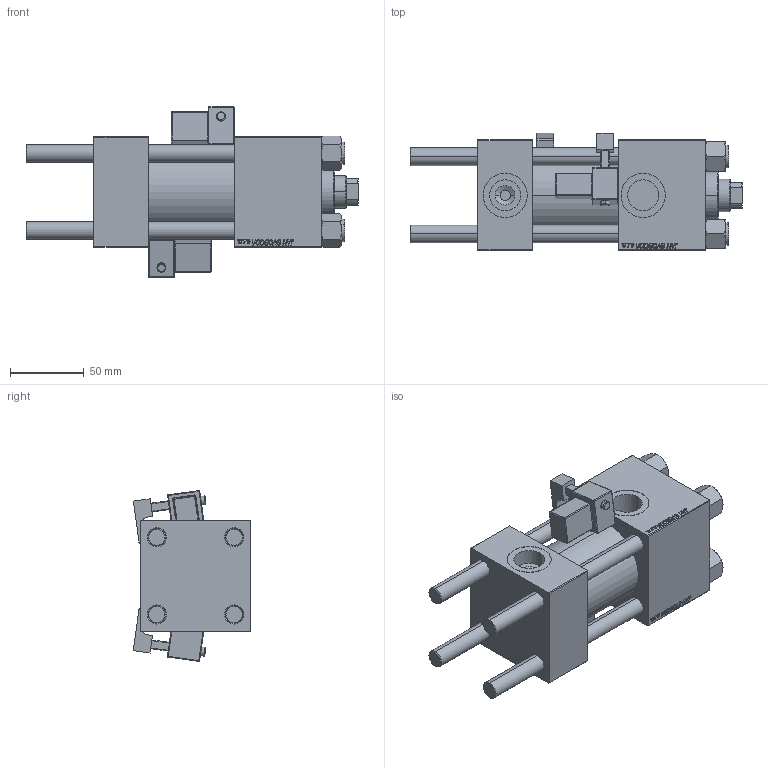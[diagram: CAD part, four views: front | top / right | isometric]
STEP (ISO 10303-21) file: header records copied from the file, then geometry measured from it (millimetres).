
FILE_DESCRIPTION (( 'STEP AP203' ), '1' );
FILE_NAME ('ad4c.STEP', '2023-08-26T15:30:06', ( '' ), ( '' ), 'SwSTEP 2.0', 'SolidWorks 2019', '' );
FILE_SCHEMA (( 'CONFIG_CONTROL_DESIGN' ));
Length unit declared in the file: millimetre
Products named in the file (7): V215CR_MSU 173519329d835bba69ae8d4e617f159d; NUT_M5 173519329d835bba69ae8d4e617f159d; V215CR_BODY_A 173519329d835bba69ae8d4e617f159d; V215CR_VCP 173519329d835bba69ae8d4e617f159d; V215_VC_A 173519329d835bba69ae8d4e617f159d; ad4c; CR025_012_A_0_G_A_G_M_020_+#_##_TYCINKA 173519329d835bba69ae8d4e617f159d
Assembly tree (13 placements, depth 2):
  ad4c
    V215CR_BODY_A 173519329d835bba69ae8d4e617f159d
    CR025_012_A_0_G_A_G_M_020_+#_##_TYCINKA 173519329d835bba69ae8d4e617f159d  x4
    NUT_M5 173519329d835bba69ae8d4e617f159d  x4
    V215CR_VCP 173519329d835bba69ae8d4e617f159d
    V215_VC_A 173519329d835bba69ae8d4e617f159d
    V215CR_MSU 173519329d835bba69ae8d4e617f159d  x2
Bounding box: 225 x 79.69 x 115.75 mm (x, y, z)
Volume: 731235.8 mm3; surface area: 176011.1 mm2
Topology: 13 solids, 13 shells, 1288 faces, 3204 edges, 2039 vertices
Faces by surface type: plane 578, bspline 392, cylinder 138, cone 136, sphere 24, torus 20
Entity records: 51964 total; most frequent: CARTESIAN_POINT 27290, ORIENTED_EDGE 5518, DIRECTION 3631, EDGE_CURVE 2759, VERTEX_POINT 1799, LINE 1679, VECTOR 1679, EDGE_LOOP 1224
